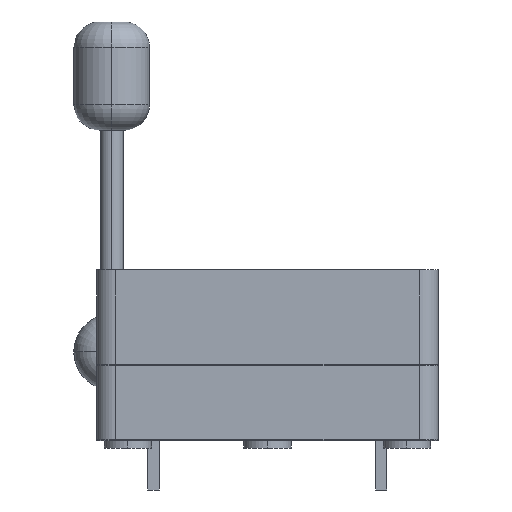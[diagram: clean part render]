
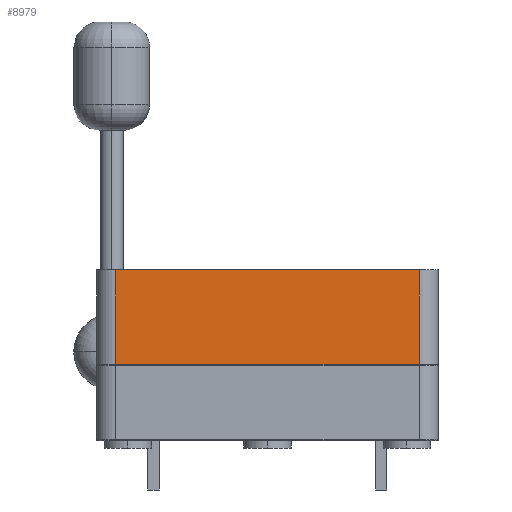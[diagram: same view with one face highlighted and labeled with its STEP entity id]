
A CAD part, left-side view. The second image highlights one B-rep face of the part: STEP entity #8979.
In plain terms, the highlighted planar face has unit normal (-1, 0, 0).
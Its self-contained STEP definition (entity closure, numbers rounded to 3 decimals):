
#430 = ORIENTED_EDGE ( 'NONE', *, *, #1723, .T. ) ;
#811 = DIRECTION ( 'NONE',  ( 0., -1., 0. ) ) ;
#1403 = VECTOR ( 'NONE', #8451, 1000. ) ;
#1642 = PLANE ( 'NONE',  #6526 ) ;
#1723 = EDGE_CURVE ( 'NONE', #13743, #8100, #2512, .T. ) ;
#2512 = LINE ( 'NONE', #2624, #1403 ) ;
#2624 = CARTESIAN_POINT ( 'NONE',  ( -25.4, 10.16, 11.938 ) ) ;
#2949 = EDGE_CURVE ( 'NONE', #13743, #7812, #13818, .T. ) ;
#3207 = CARTESIAN_POINT ( 'NONE',  ( -25.4, 10.16, 5.588 ) ) ;
#3364 = CARTESIAN_POINT ( 'NONE',  ( -25.4, -10.16, 11.938 ) ) ;
#3588 = LINE ( 'NONE', #11267, #5194 ) ;
#3732 = LINE ( 'NONE', #3364, #4258 ) ;
#4258 = VECTOR ( 'NONE', #9328, 1000. ) ;
#4554 = VECTOR ( 'NONE', #12748, 1000. ) ;
#4612 = CARTESIAN_POINT ( 'NONE',  ( -25.4, -10.16, 11.938 ) ) ;
#5049 = CARTESIAN_POINT ( 'NONE',  ( -25.4, 10.16, 11.938 ) ) ;
#5194 = VECTOR ( 'NONE', #811, 1000. ) ;
#5472 = ORIENTED_EDGE ( 'NONE', *, *, #2949, .F. ) ;
#6040 = DIRECTION ( 'NONE',  ( 0., 0., -1. ) ) ;
#6332 = FACE_OUTER_BOUND ( 'NONE', #9052, .T. ) ;
#6526 = AXIS2_PLACEMENT_3D ( 'NONE', #9751, #10724, #6040 ) ;
#6536 = EDGE_CURVE ( 'NONE', #7812, #11827, #3732, .T. ) ;
#7389 = ORIENTED_EDGE ( 'NONE', *, *, #6536, .F. ) ;
#7718 = ORIENTED_EDGE ( 'NONE', *, *, #14511, .T. ) ;
#7812 = VERTEX_POINT ( 'NONE', #12939 ) ;
#8100 = VERTEX_POINT ( 'NONE', #3207 ) ;
#8451 = DIRECTION ( 'NONE',  ( 0., 0., -1. ) ) ;
#8979 = ADVANCED_FACE ( 'NONE', ( #6332 ), #1642, .F. ) ;
#9052 = EDGE_LOOP ( 'NONE', ( #7718, #7389, #5472, #430 ) ) ;
#9328 = DIRECTION ( 'NONE',  ( 0., 0., -1. ) ) ;
#9751 = CARTESIAN_POINT ( 'NONE',  ( -25.4, -10.16, 11.938 ) ) ;
#10724 = DIRECTION ( 'NONE',  ( 1., 0., 0. ) ) ;
#11267 = CARTESIAN_POINT ( 'NONE',  ( -25.4, -10.16, 5.588 ) ) ;
#11784 = CARTESIAN_POINT ( 'NONE',  ( -25.4, -10.16, 5.588 ) ) ;
#11827 = VERTEX_POINT ( 'NONE', #11784 ) ;
#12748 = DIRECTION ( 'NONE',  ( 0., -1., 0. ) ) ;
#12939 = CARTESIAN_POINT ( 'NONE',  ( -25.4, -10.16, 11.938 ) ) ;
#13743 = VERTEX_POINT ( 'NONE', #5049 ) ;
#13818 = LINE ( 'NONE', #4612, #4554 ) ;
#14511 = EDGE_CURVE ( 'NONE', #8100, #11827, #3588, .T. ) ;
